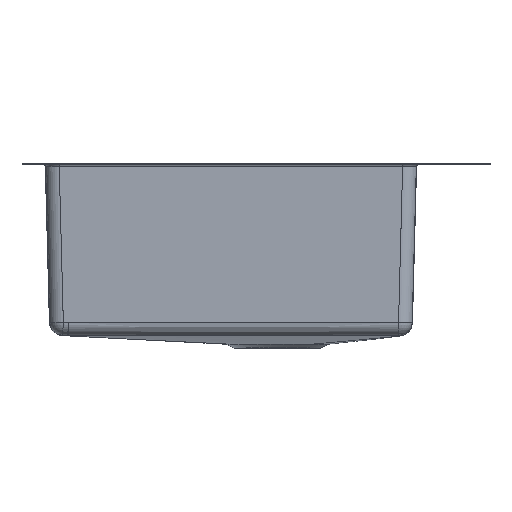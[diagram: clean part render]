
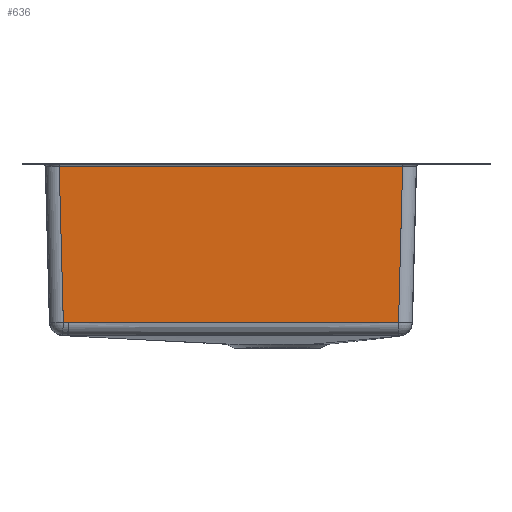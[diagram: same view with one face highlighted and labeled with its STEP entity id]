
A CAD part, left-side view. The second image highlights one B-rep face of the part: STEP entity #636.
In plain terms, the highlighted planar face has unit normal (-1, 0, -0.026).
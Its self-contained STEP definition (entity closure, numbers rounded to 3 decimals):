
#414=B_SPLINE_CURVE_WITH_KNOTS('',3,(#5940,#5941,#5942,#5943,#5944,#5945,
#5946,#5947,#5948,#5949,#5950,#5951,#5952),.UNSPECIFIED.,.F.,.F.,(4,3,3,
3,4),(0.,0.136,0.492,0.849,1.),.UNSPECIFIED.);
#415=B_SPLINE_CURVE_WITH_KNOTS('',3,(#5971,#5972,#5973,#5974),.UNSPECIFIED.,
.F.,.F.,(4,4),(0.,1.),.UNSPECIFIED.);
#636=ADVANCED_FACE('',(#884),#794,.F.);
#794=PLANE('',#3569);
#884=FACE_OUTER_BOUND('',#1120,.T.);
#1120=EDGE_LOOP('',(#1625,#1626,#1627,#1628,#1629));
#1625=ORIENTED_EDGE('',*,*,#2873,.T.);
#1626=ORIENTED_EDGE('',*,*,#2877,.T.);
#1627=ORIENTED_EDGE('',*,*,#2862,.T.);
#1628=ORIENTED_EDGE('',*,*,#2844,.T.);
#1629=ORIENTED_EDGE('',*,*,#2843,.T.);
#2470=VERTEX_POINT('',#5733);
#2478=VERTEX_POINT('',#5939);
#2479=VERTEX_POINT('',#5975);
#2486=VERTEX_POINT('',#6145);
#2493=VERTEX_POINT('',#6165);
#2843=EDGE_CURVE('',#2470,#2478,#414,.T.);
#2844=EDGE_CURVE('',#2479,#2470,#415,.T.);
#2862=EDGE_CURVE('',#2486,#2479,#3264,.T.);
#2873=EDGE_CURVE('',#2478,#2493,#3271,.T.);
#2877=EDGE_CURVE('',#2493,#2486,#3275,.T.);
#3264=LINE('',#6144,#3382);
#3271=LINE('',#6166,#3389);
#3275=LINE('',#6174,#3393);
#3382=VECTOR('',#3999,1.);
#3389=VECTOR('',#4020,1.);
#3393=VECTOR('',#4032,1.);
#3569=AXIS2_PLACEMENT_3D('',#6175,#4033,#4034);
#3999=DIRECTION('',(0.026,-0.026,-0.999));
#4020=DIRECTION('',(-0.026,-0.026,0.999));
#4032=DIRECTION('',(0.,1.,0.));
#4033=DIRECTION('',(1.,0.,0.026));
#4034=DIRECTION('',(0.026,0.,-1.));
#5733=CARTESIAN_POINT('',(-574.513,175.006,-166.38));
#5939=CARTESIAN_POINT('',(-574.511,-180.516,-166.457));
#5940=CARTESIAN_POINT('',(-574.513,175.006,-166.38));
#5941=CARTESIAN_POINT('',(-574.512,158.94,-166.401));
#5942=CARTESIAN_POINT('',(-574.511,142.874,-166.422));
#5943=CARTESIAN_POINT('',(-574.511,126.809,-166.442));
#5944=CARTESIAN_POINT('',(-574.51,84.539,-166.495));
#5945=CARTESIAN_POINT('',(-574.508,42.269,-166.539));
#5946=CARTESIAN_POINT('',(-574.508,0.,-166.554));
#5947=CARTESIAN_POINT('',(-574.508,-42.27,-166.568));
#5948=CARTESIAN_POINT('',(-574.508,-84.54,-166.553));
#5949=CARTESIAN_POINT('',(-574.509,-126.81,-166.514));
#5950=CARTESIAN_POINT('',(-574.51,-144.712,-166.498));
#5951=CARTESIAN_POINT('',(-574.51,-162.614,-166.478));
#5952=CARTESIAN_POINT('',(-574.511,-180.516,-166.457));
#5971=CARTESIAN_POINT('',(-574.52,180.525,-166.106));
#5972=CARTESIAN_POINT('',(-574.517,178.685,-166.198));
#5973=CARTESIAN_POINT('',(-574.515,176.846,-166.289));
#5974=CARTESIAN_POINT('',(-574.513,175.006,-166.38));
#5975=CARTESIAN_POINT('',(-574.52,180.525,-166.106));
#6144=CARTESIAN_POINT('',(-578.873,184.878,0.136));
#6145=CARTESIAN_POINT('',(-578.898,184.903,1.079));
#6165=CARTESIAN_POINT('',(-578.898,-184.903,1.079));
#6166=CARTESIAN_POINT('',(-578.873,-184.878,0.136));
#6174=CARTESIAN_POINT('',(-578.898,0.,1.079));
#6175=CARTESIAN_POINT('',(-579.,0.,4.974));
